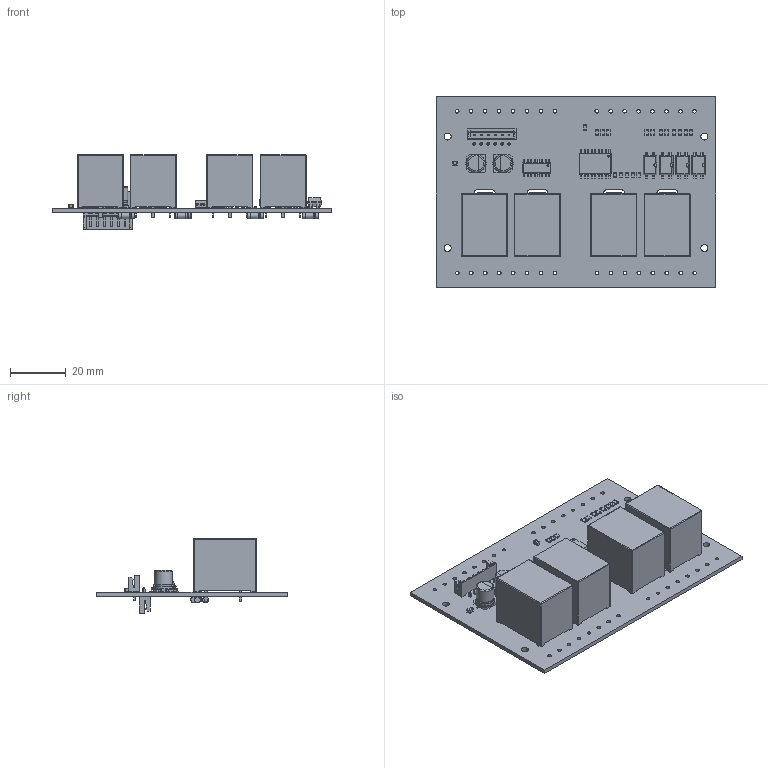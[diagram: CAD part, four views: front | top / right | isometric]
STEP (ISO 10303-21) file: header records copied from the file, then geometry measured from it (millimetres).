
FILE_DESCRIPTION(('KiCad electronic assembly'),'2;1');
FILE_NAME('esp32_blinds_controller_top.step','2025-10-14T20:44:00',( 'Pcbnew'),('Kicad'),'Open CASCADE STEP processor 7.9', 'KiCad to STEP converter','Unknown');
FILE_SCHEMA(('AUTOMOTIVE_DESIGN { 1 0 10303 214 1 1 1 1 }'));
Length unit declared in the file: millimetre
Products named in the file (12): esp32_blinds_controller_top 1; R_0805_2012Metric; SMDIP-4_W9.53mm; Relay_SPDT_Omron-G5LE-1; SOIC-16_3.9x9.9mm_P1.27mm; C_0805_2012Metric; CP_Elec_6.3x7.7; TerminalBlock_Phoenix_MKDS-1,5-8_1x08_P5.00mm_Horizontal; SOIC-18W_7.5x11.6mm_P1.27mm; JST_EH_B6B-EH-A_1x06_P2.50mm_Vertical; D_MELF; esp32_blinds_controller_PCB
Assembly tree (41 placements, depth 2):
  esp32_blinds_controller_top 1
    R_0805_2012Metric  x15
    SMDIP-4_W9.53mm  x4
    Relay_SPDT_Omron-G5LE-1  x4
    SOIC-16_3.9x9.9mm_P1.27mm
    C_0805_2012Metric  x3
    CP_Elec_6.3x7.7  x2
    TerminalBlock_Phoenix_MKDS-1,5-8_1x08_P5.00mm_Horizontal  x4
    SOIC-18W_7.5x11.6mm_P1.27mm
    JST_EH_B6B-EH-A_1x06_P2.50mm_Vertical  x2
    D_MELF  x4
    esp32_blinds_controller_PCB
Bounding box: 100 x 68.25 x 26.78 mm (x, y, z)
Volume: 39149.5 mm3; surface area: 26472.4 mm2
Topology: 37 solids, 37 shells, 2270 faces, 5810 edges, 3668 vertices
Faces by surface type: plane 1516, cylinder 604, bspline 116, sphere 16, revolution 10, torus 8
Full cylindrical faces by diameter (mm): 0.95 x12, 1.3 x52, 2.1 x8, 2.12 x4, 2.2 x8, 2.5 x4, 6.3 x4
Entity records: 43463 total; most frequent: CARTESIAN_POINT 6408, ORIENTED_EDGE 5916, DIRECTION 5720, EDGE_CURVE 2958, LINE 2271, VECTOR 2271, VERTEX_POINT 1881, AXIS2_PLACEMENT_3D 1723
